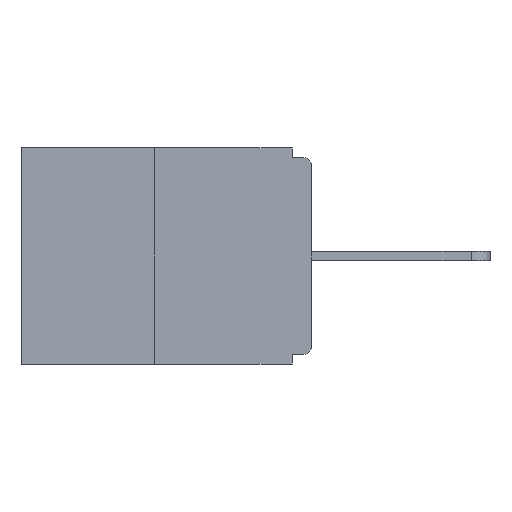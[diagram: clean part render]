
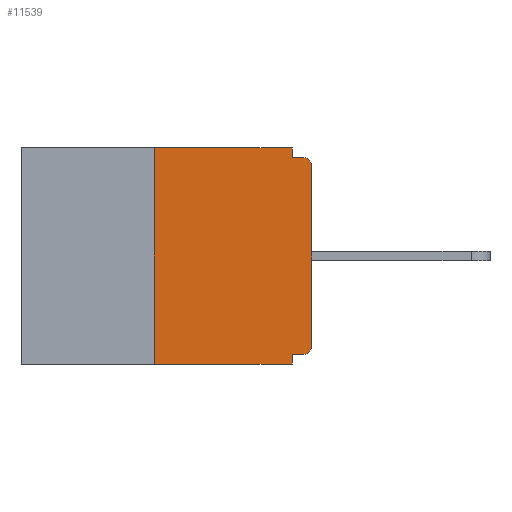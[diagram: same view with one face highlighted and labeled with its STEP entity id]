
A CAD part, left-side view. The second image highlights one B-rep face of the part: STEP entity #11539.
In plain terms, the highlighted planar face has unit normal (-1, 0, 0).
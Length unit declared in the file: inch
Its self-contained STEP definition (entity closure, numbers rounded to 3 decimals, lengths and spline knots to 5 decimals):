
#25 = EDGE_CURVE ( 'NONE', #8065, #7657, #651, .T. ) ;
#26 = EDGE_CURVE ( 'NONE', #8065, #8484, #545, .T. ) ;
#27 = EDGE_CURVE ( 'NONE', #603, #8484, #692, .T. ) ;
#48 = EDGE_CURVE ( 'NONE', #8721, #3538, #338, .T. ) ;
#144 = CIRCLE ( 'NONE', #7797, 0.015 ) ;
#288 = VECTOR ( 'NONE', #2911, 39.37008 ) ;
#338 = LINE ( 'NONE', #2947, #288 ) ;
#349 = VECTOR ( 'NONE', #11100, 39.37008 ) ;
#361 = CARTESIAN_POINT ( 'NONE',  ( 0., 0.015, -0.015 ) ) ;
#444 = VECTOR ( 'NONE', #9733, 39.37008 ) ;
#545 = LINE ( 'NONE', #9348, #444 ) ;
#603 = VERTEX_POINT ( 'NONE', #7073 ) ;
#651 = LINE ( 'NONE', #8503, #769 ) ;
#692 = LINE ( 'NONE', #10703, #349 ) ;
#769 = VECTOR ( 'NONE', #11391, 39.37008 ) ;
#1167 = VERTEX_POINT ( 'NONE', #4910 ) ;
#1763 = AXIS2_PLACEMENT_3D ( 'NONE', #2814, #4920, #10824 ) ;
#2340 = VECTOR ( 'NONE', #3075, 39.37008 ) ;
#2514 = VERTEX_POINT ( 'NONE', #7188 ) ;
#2748 = ORIENTED_EDGE ( 'NONE', *, *, #5362, .F. ) ;
#2814 = CARTESIAN_POINT ( 'NONE',  ( 0., 0.46, 0. ) ) ;
#2833 = ORIENTED_EDGE ( 'NONE', *, *, #25, .F. ) ;
#2884 = ORIENTED_EDGE ( 'NONE', *, *, #26, .T. ) ;
#2907 = ORIENTED_EDGE ( 'NONE', *, *, #27, .F. ) ;
#2911 = DIRECTION ( 'NONE',  ( 0., 0., -1. ) ) ;
#2947 = CARTESIAN_POINT ( 'NONE',  ( 0., 0.031, 0. ) ) ;
#2975 = CARTESIAN_POINT ( 'NONE',  ( 0., 0.031, -0.343 ) ) ;
#2998 = ORIENTED_EDGE ( 'NONE', *, *, #8045, .F. ) ;
#3041 = ORIENTED_EDGE ( 'NONE', *, *, #7489, .T. ) ;
#3063 = ORIENTED_EDGE ( 'NONE', *, *, #8195, .T. ) ;
#3075 = DIRECTION ( 'NONE',  ( 0., 1., 0. ) ) ;
#3078 = ORIENTED_EDGE ( 'NONE', *, *, #7247, .T. ) ;
#3105 = ORIENTED_EDGE ( 'NONE', *, *, #7843, .F. ) ;
#3136 = ORIENTED_EDGE ( 'NONE', *, *, #48, .F. ) ;
#3217 = CARTESIAN_POINT ( 'NONE',  ( 0., 0., -0.328 ) ) ;
#3313 = CARTESIAN_POINT ( 'NONE',  ( 0., 0.25, -0.343 ) ) ;
#3407 = LINE ( 'NONE', #7267, #10213 ) ;
#3538 = VERTEX_POINT ( 'NONE', #10243 ) ;
#4225 = VERTEX_POINT ( 'NONE', #5002 ) ;
#4886 = VECTOR ( 'NONE', #11576, 39.37008 ) ;
#4910 = CARTESIAN_POINT ( 'NONE',  ( 0., 0., -0.03 ) ) ;
#4920 = DIRECTION ( 'NONE',  ( 1., 0., 0. ) ) ;
#5002 = CARTESIAN_POINT ( 'NONE',  ( 0., 0.015, -0.328 ) ) ;
#5362 = EDGE_CURVE ( 'NONE', #7657, #8721, #10007, .T. ) ;
#5574 = VECTOR ( 'NONE', #9751, 39.37008 ) ;
#7049 = VERTEX_POINT ( 'NONE', #361 ) ;
#7073 = CARTESIAN_POINT ( 'NONE',  ( 0., 0.031, -0.328 ) ) ;
#7091 = CIRCLE ( 'NONE', #7698, 0.015 ) ;
#7140 = DIRECTION ( 'NONE',  ( 0., -1., 0. ) ) ;
#7169 = DIRECTION ( 'NONE',  ( 0., 0., -1. ) ) ;
#7188 = CARTESIAN_POINT ( 'NONE',  ( 0., 0., -0.313 ) ) ;
#7247 = EDGE_CURVE ( 'NONE', #1167, #7049, #144, .T. ) ;
#7267 = CARTESIAN_POINT ( 'NONE',  ( 0., 0., -0.015 ) ) ;
#7415 = DIRECTION ( 'NONE',  ( -1., 0., 0. ) ) ;
#7443 = CARTESIAN_POINT ( 'NONE',  ( 0., 0.015, -0.03 ) ) ;
#7489 = EDGE_CURVE ( 'NONE', #4225, #2514, #7091, .T. ) ;
#7657 = VERTEX_POINT ( 'NONE', #9785 ) ;
#7693 = EDGE_LOOP ( 'NONE', ( #2748, #2833, #2884, #2907, #2998, #3041, #3063, #3078, #3105, #3136 ) ) ;
#7698 = AXIS2_PLACEMENT_3D ( 'NONE', #11470, #11441, #11440 ) ;
#7797 = AXIS2_PLACEMENT_3D ( 'NONE', #7443, #7415, #7169 ) ;
#7843 = EDGE_CURVE ( 'NONE', #3538, #7049, #3407, .T. ) ;
#8045 = EDGE_CURVE ( 'NONE', #4225, #603, #11162, .T. ) ;
#8065 = VERTEX_POINT ( 'NONE', #3313 ) ;
#8149 = LINE ( 'NONE', #8837, #5574 ) ;
#8195 = EDGE_CURVE ( 'NONE', #2514, #1167, #8149, .T. ) ;
#8484 = VERTEX_POINT ( 'NONE', #2975 ) ;
#8503 = CARTESIAN_POINT ( 'NONE',  ( 0., 0.25, 0. ) ) ;
#8721 = VERTEX_POINT ( 'NONE', #10420 ) ;
#8837 = CARTESIAN_POINT ( 'NONE',  ( 0., 0., 0. ) ) ;
#8893 = FACE_OUTER_BOUND ( 'NONE', #7693, .T. ) ;
#9348 = CARTESIAN_POINT ( 'NONE',  ( 0., 0.46, -0.343 ) ) ;
#9733 = DIRECTION ( 'NONE',  ( 0., -1., 0. ) ) ;
#9751 = DIRECTION ( 'NONE',  ( 0., 0., 1. ) ) ;
#9785 = CARTESIAN_POINT ( 'NONE',  ( 0., 0.25, 0. ) ) ;
#10007 = LINE ( 'NONE', #11597, #4886 ) ;
#10069 = PLANE ( 'NONE',  #1763 ) ;
#10213 = VECTOR ( 'NONE', #7140, 39.37008 ) ;
#10243 = CARTESIAN_POINT ( 'NONE',  ( 0., 0.031, -0.015 ) ) ;
#10420 = CARTESIAN_POINT ( 'NONE',  ( 0., 0.031, 0. ) ) ;
#10703 = CARTESIAN_POINT ( 'NONE',  ( 0., 0.031, -0.343 ) ) ;
#10824 = DIRECTION ( 'NONE',  ( 0., 0., -1. ) ) ;
#11100 = DIRECTION ( 'NONE',  ( 0., 0., -1. ) ) ;
#11162 = LINE ( 'NONE', #3217, #2340 ) ;
#11391 = DIRECTION ( 'NONE',  ( 0., 0., 1. ) ) ;
#11440 = DIRECTION ( 'NONE',  ( 0., 0., -1. ) ) ;
#11441 = DIRECTION ( 'NONE',  ( -1., 0., 0. ) ) ;
#11470 = CARTESIAN_POINT ( 'NONE',  ( 0., 0.015, -0.313 ) ) ;
#11539 = ADVANCED_FACE ( 'NONE', ( #8893 ), #10069, .F. ) ;
#11576 = DIRECTION ( 'NONE',  ( 0., -1., 0. ) ) ;
#11597 = CARTESIAN_POINT ( 'NONE',  ( 0., 0.46, 0. ) ) ;
